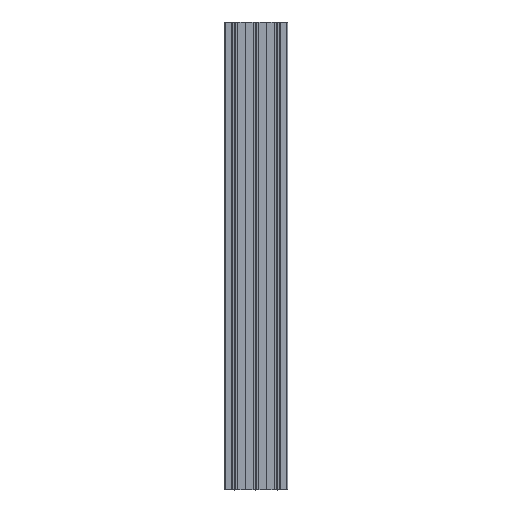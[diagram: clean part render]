
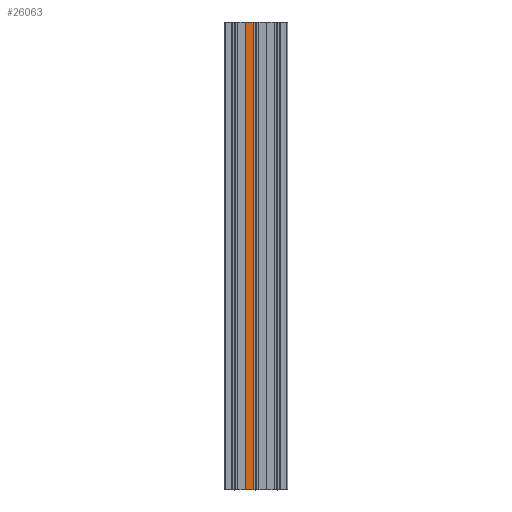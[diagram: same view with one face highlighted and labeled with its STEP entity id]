
A CAD part, front view. The second image highlights one B-rep face of the part: STEP entity #26063.
In plain terms, the highlighted planar face has unit normal (0, -1, 0).
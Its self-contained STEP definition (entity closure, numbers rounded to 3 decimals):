
#87 = CARTESIAN_POINT ( 'NONE',  ( 23.048, -22.5, -1000. ) ) ;
#533 = CARTESIAN_POINT ( 'NONE',  ( 38.675, -22.5, 0. ) ) ;
#2689 = CARTESIAN_POINT ( 'NONE',  ( 39.9, -22.5, 0. ) ) ;
#3796 = ORIENTED_EDGE ( 'NONE', *, *, #10507, .F. ) ;
#4304 = LINE ( 'NONE', #2689, #7625 ) ;
#4315 = CARTESIAN_POINT ( 'NONE',  ( 39.9, -22.5, -1000. ) ) ;
#4627 = EDGE_CURVE ( 'NONE', #22250, #6832, #10375, .T. ) ;
#6764 = DIRECTION ( 'NONE',  ( 0., 0., 1. ) ) ;
#6832 = VERTEX_POINT ( 'NONE', #11498 ) ;
#7625 = VECTOR ( 'NONE', #14534, 1000. ) ;
#10347 = FACE_OUTER_BOUND ( 'NONE', #21813, .T. ) ;
#10375 = LINE ( 'NONE', #533, #25412 ) ;
#10507 = EDGE_CURVE ( 'NONE', #12384, #6832, #4304, .T. ) ;
#10988 = VECTOR ( 'NONE', #18693, 1000. ) ;
#11498 = CARTESIAN_POINT ( 'NONE',  ( 38.675, -22.5, 0. ) ) ;
#12159 = LINE ( 'NONE', #4315, #12164 ) ;
#12164 = VECTOR ( 'NONE', #12419, 1000. ) ;
#12384 = VERTEX_POINT ( 'NONE', #17832 ) ;
#12419 = DIRECTION ( 'NONE',  ( 1., 0., 0. ) ) ;
#12905 = EDGE_CURVE ( 'NONE', #12384, #16161, #18562, .T. ) ;
#14534 = DIRECTION ( 'NONE',  ( 1., 0., 0. ) ) ;
#15304 = ORIENTED_EDGE ( 'NONE', *, *, #4627, .T. ) ;
#16161 = VERTEX_POINT ( 'NONE', #22621 ) ;
#16400 = AXIS2_PLACEMENT_3D ( 'NONE', #24968, #16863, #6764 ) ;
#16863 = DIRECTION ( 'NONE',  ( 0., -1., 0. ) ) ;
#17832 = CARTESIAN_POINT ( 'NONE',  ( 23.048, -22.5, 0. ) ) ;
#18562 = LINE ( 'NONE', #87, #10988 ) ;
#18693 = DIRECTION ( 'NONE',  ( 0., 0., -1. ) ) ;
#18748 = DIRECTION ( 'NONE',  ( 0., 0., 1. ) ) ;
#18988 = PLANE ( 'NONE',  #16400 ) ;
#21813 = EDGE_LOOP ( 'NONE', ( #3796, #24694, #21978, #15304 ) ) ;
#21978 = ORIENTED_EDGE ( 'NONE', *, *, #22835, .T. ) ;
#22250 = VERTEX_POINT ( 'NONE', #23781 ) ;
#22621 = CARTESIAN_POINT ( 'NONE',  ( 23.048, -22.5, -1000. ) ) ;
#22835 = EDGE_CURVE ( 'NONE', #16161, #22250, #12159, .T. ) ;
#23781 = CARTESIAN_POINT ( 'NONE',  ( 38.675, -22.5, -1000. ) ) ;
#24694 = ORIENTED_EDGE ( 'NONE', *, *, #12905, .T. ) ;
#24968 = CARTESIAN_POINT ( 'NONE',  ( 39.9, -22.5, -1031.82 ) ) ;
#25412 = VECTOR ( 'NONE', #18748, 1000. ) ;
#26063 = ADVANCED_FACE ( 'NONE', ( #10347 ), #18988, .T. ) ;
